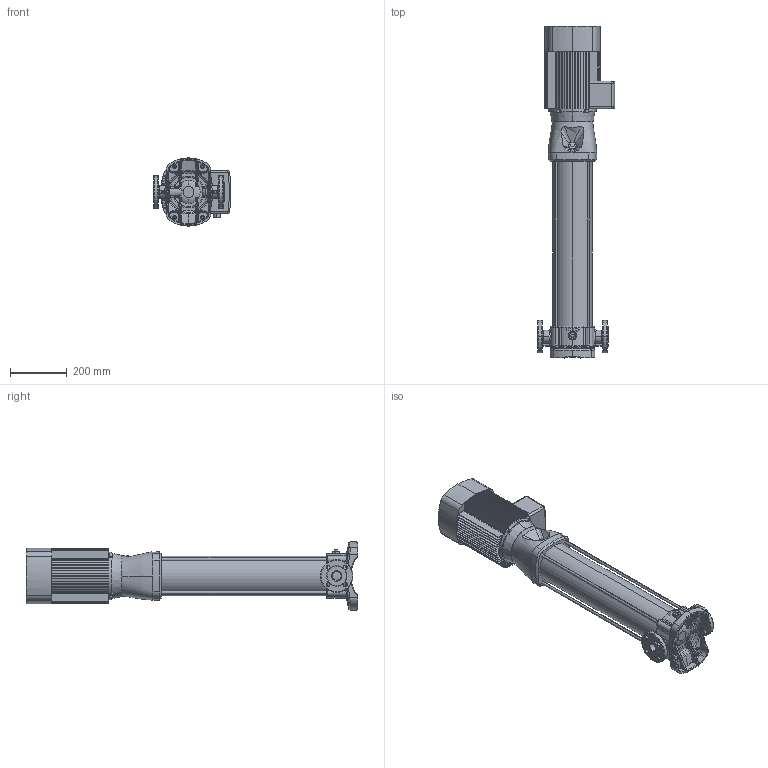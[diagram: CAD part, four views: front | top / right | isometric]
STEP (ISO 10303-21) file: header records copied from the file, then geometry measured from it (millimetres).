
FILE_DESCRIPTION (( 'STEP AP203' ), '1' );
FILE_NAME ('CDM3-29 FSWPC.STEP', '2022-08-05T07:36:11', ( '' ), ( '' ), 'SwSTEP 2.0', 'SolidWorks 2020', '' );
FILE_SCHEMA (( 'CONFIG_CONTROL_DESIGN' ));
Length unit declared in the file: millimetre
Products named in the file (4): CDM3_fon; CDM3_prot_F_CDM3-29_F; ED_B14_YE2-100L-2 (3); CDM3-29 FSWPC
Assembly tree (3 placements, depth 2):
  CDM3-29 FSWPC
    CDM3_prot_F_CDM3-29_F
    CDM3_fon
    ED_B14_YE2-100L-2 (3)
Bounding box: 274.41 x 1169 x 240 mm (x, y, z)
Volume: 23773369.3 mm3; surface area: 1346953.9 mm2
Topology: 7 solids, 8 shells, 1266 faces, 3287 edges, 2008 vertices
Faces by surface type: plane 420, cylinder 336, bspline 289, torus 144, cone 63, sphere 14
Entity records: 68538 total; most frequent: CARTESIAN_POINT 39639, ORIENTED_EDGE 6454, DIRECTION 5441, EDGE_CURVE 3227, AXIS2_PLACEMENT_3D 2196, VERTEX_POINT 2008, EDGE_LOOP 1329, FACE_OUTER_BOUND 1266
